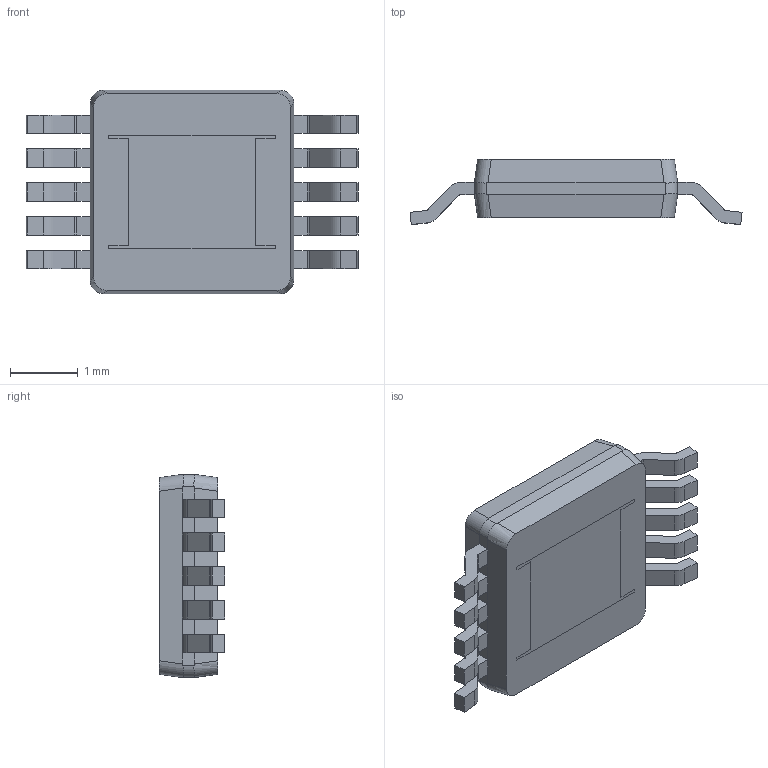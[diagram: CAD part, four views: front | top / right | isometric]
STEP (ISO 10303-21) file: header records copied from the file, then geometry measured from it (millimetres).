
FILE_DESCRIPTION (( 'STEP AP214' ), '1' );
FILE_NAME ('LT1912EMSEPBF.STEP', '2022-09-09T06:20:26', ( '' ), ( '' ), 'SwSTEP 2.0', 'SolidWorks 2018', '' );
FILE_SCHEMA (( 'AUTOMOTIVE_DESIGN' ));
Length unit declared in the file: millimetre
Products named in the file (1): LT1912EMSEPBF
Bounding box: 4.9 x 0.96 x 3 mm (x, y, z)
Volume: 8.1 mm3; surface area: 45.1 mm2
Topology: 2 solids, 2 shells, 196 faces, 530 edges, 340 vertices
Faces by surface type: plane 142, cylinder 42, bspline 12
Entity records: 8298 total; most frequent: CARTESIAN_POINT 1391, ORIENTED_EDGE 1060, DIRECTION 940, EDGE_CURVE 530, VECTOR 402, LINE 402, VERTEX_POINT 340, AXIS2_PLACEMENT_3D 269
